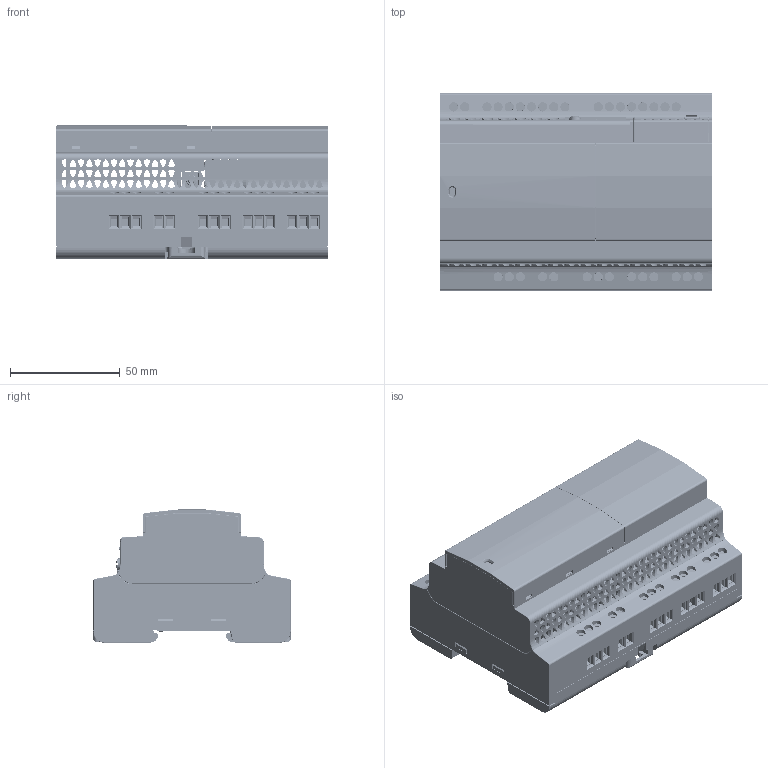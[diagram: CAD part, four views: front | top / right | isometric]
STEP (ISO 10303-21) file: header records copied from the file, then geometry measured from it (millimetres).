
FILE_DESCRIPTION((''),'2;1');
FILE_NAME('_MPRO_BASE_ASM','2017-09-20T',('LPADBY2'),('CROUZET-AUTOMATISMES'),'PRO/ENGINEER BY PARAMETRIC TECHNOLOGY CORPORATION, 2012090','PRO/ENGINEER BY PARAMETRIC TECHNOLOGY CORPORATION, 2012090','');
FILE_SCHEMA(('CONFIG_CONTROL_DESIGN'));
Products named in the file (32): 79555114; 79555115; 79555120_ASM; M4_PCB_BASE_7M; SSM-107-X-DV-A; 1888700; 1888690; 1888687; SQT_106_01_X_D_RA_BASIC; CONDO_11_5; RELAIS_5MM; LFR1_RELAIS; C-79-X_-01; SQT-XX_-D_FORMULA; ASM0002_ASM; SQT-104-01-X-D_ASM; LED; 04_6232_405_008_868; 79555131_ASM; 79555116; 79555117; 79555121_ASM; M4_PCB_CARTE_FI; SAMTEC-TW-04-07-T-D-435-120; 438601010; KEYSTONE-PN7695; 79555132_ASM; 79555107; HRB64653; 79555111; 79555113; _MPRO_BASE_ASM
Assembly tree (55 placements, depth 5):
  _MPRO_BASE_ASM
    79555120_ASM
      79555114
      79555115  x3
    79555131_ASM
      M4_PCB_BASE_7M
      SSM-107-X-DV-A
      1888700  x7
      1888690  x3
      1888687
      SQT_106_01_X_D_RA_BASIC
      CONDO_11_5
      RELAIS_5MM  x2
      LFR1_RELAIS  x6
      SQT-104-01-X-D_ASM
        ASM0002_ASM
          C-79-X_-01  x8
          SQT-XX_-D_FORMULA
      LED
      04_6232_405_008_868
    79555121_ASM
      79555116
      79555117
    79555132_ASM
      M4_PCB_CARTE_FI
      SAMTEC-TW-04-07-T-D-435-120
      04_6232_405_008_868
      438601010
      KEYSTONE-PN7695
    79555107
    HRB64653
    79555111
    79555113
Bounding box: 124.6 x 90.1 x 61.05 mm (x, y, z)
Volume: 157535.5 mm3; surface area: 188425.1 mm2
Topology: 50 solids, 52 shells, 8502 faces, 22903 edges, 14715 vertices
Faces by surface type: plane 5875, cylinder 2318, sphere 136, cone 68, torus 61, extrusion 24, bspline 20
Entity records: 201501 total; most frequent: CARTESIAN_POINT 48913, ORIENTED_EDGE 32576, DIRECTION 29881, EDGE_CURVE 16288, VECTOR 12177, LINE 12153, VERTEX_POINT 10529, AXIS2_PLACEMENT_3D 8852
